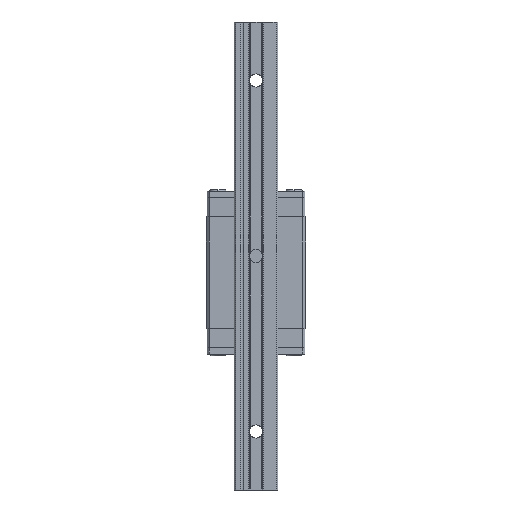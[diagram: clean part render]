
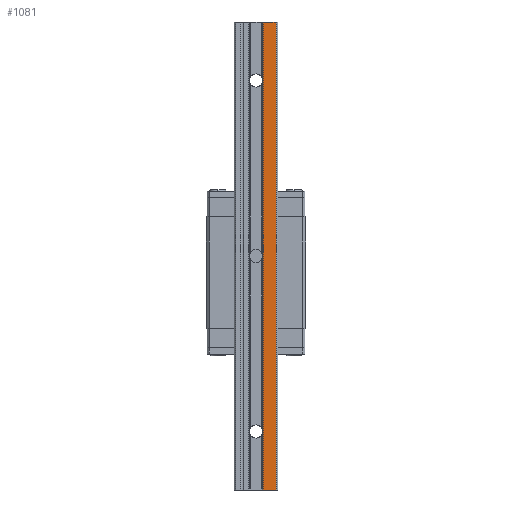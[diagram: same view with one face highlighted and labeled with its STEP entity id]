
A CAD part, front view. The second image highlights one B-rep face of the part: STEP entity #1081.
In plain terms, the highlighted planar face has unit normal (0, -1, 0).
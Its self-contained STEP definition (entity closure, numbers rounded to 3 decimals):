
#257 = DIRECTION ( 'NONE',  ( 0., 0., 1. ) ) ;
#856 = FACE_OUTER_BOUND ( 'NONE', #4051, .T. ) ;
#924 = DIRECTION ( 'NONE',  ( 0., -1., 0. ) ) ;
#1081 = ADVANCED_FACE ( 'NONE', ( #856 ), #5896, .T. ) ;
#1206 = VECTOR ( 'NONE', #3402, 1000. ) ;
#1838 = CARTESIAN_POINT ( 'NONE',  ( 14.4, 0., -160. ) ) ;
#2106 = CARTESIAN_POINT ( 'NONE',  ( 14.4, 0., -160. ) ) ;
#2484 = VECTOR ( 'NONE', #3923, 1000. ) ;
#2554 = EDGE_CURVE ( 'NONE', #3998, #3338, #3081, .T. ) ;
#2609 = ORIENTED_EDGE ( 'NONE', *, *, #4480, .T. ) ;
#3078 = DIRECTION ( 'NONE',  ( 0., 0., 1. ) ) ;
#3081 = LINE ( 'NONE', #7761, #1206 ) ;
#3302 = EDGE_CURVE ( 'NONE', #3998, #8101, #7519, .T. ) ;
#3338 = VERTEX_POINT ( 'NONE', #1838 ) ;
#3402 = DIRECTION ( 'NONE',  ( 1., 0., 0. ) ) ;
#3821 = CARTESIAN_POINT ( 'NONE',  ( 10., 0., -160. ) ) ;
#3923 = DIRECTION ( 'NONE',  ( 1., 0., 0. ) ) ;
#3998 = VERTEX_POINT ( 'NONE', #3821 ) ;
#4051 = EDGE_LOOP ( 'NONE', ( #6191, #5551, #4653, #2609 ) ) ;
#4271 = VECTOR ( 'NONE', #257, 1000. ) ;
#4305 = CARTESIAN_POINT ( 'NONE',  ( 10., 0., -160. ) ) ;
#4425 = CARTESIAN_POINT ( 'NONE',  ( 14.4, 0., 0. ) ) ;
#4480 = EDGE_CURVE ( 'NONE', #3338, #6021, #5921, .T. ) ;
#4653 = ORIENTED_EDGE ( 'NONE', *, *, #2554, .T. ) ;
#4671 = CARTESIAN_POINT ( 'NONE',  ( 10., 0., -160. ) ) ;
#5288 = DIRECTION ( 'NONE',  ( 0., 0., -1. ) ) ;
#5551 = ORIENTED_EDGE ( 'NONE', *, *, #3302, .F. ) ;
#5847 = VECTOR ( 'NONE', #3078, 1000. ) ;
#5896 = PLANE ( 'NONE',  #7904 ) ;
#5921 = LINE ( 'NONE', #2106, #4271 ) ;
#6021 = VERTEX_POINT ( 'NONE', #4425 ) ;
#6089 = EDGE_CURVE ( 'NONE', #8101, #6021, #7253, .T. ) ;
#6191 = ORIENTED_EDGE ( 'NONE', *, *, #6089, .F. ) ;
#6296 = CARTESIAN_POINT ( 'NONE',  ( 10., 0., 0. ) ) ;
#6373 = CARTESIAN_POINT ( 'NONE',  ( 10., 0., 0. ) ) ;
#7253 = LINE ( 'NONE', #6373, #2484 ) ;
#7519 = LINE ( 'NONE', #4305, #5847 ) ;
#7761 = CARTESIAN_POINT ( 'NONE',  ( 10., 0., -160. ) ) ;
#7904 = AXIS2_PLACEMENT_3D ( 'NONE', #4671, #924, #5288 ) ;
#8101 = VERTEX_POINT ( 'NONE', #6296 ) ;
